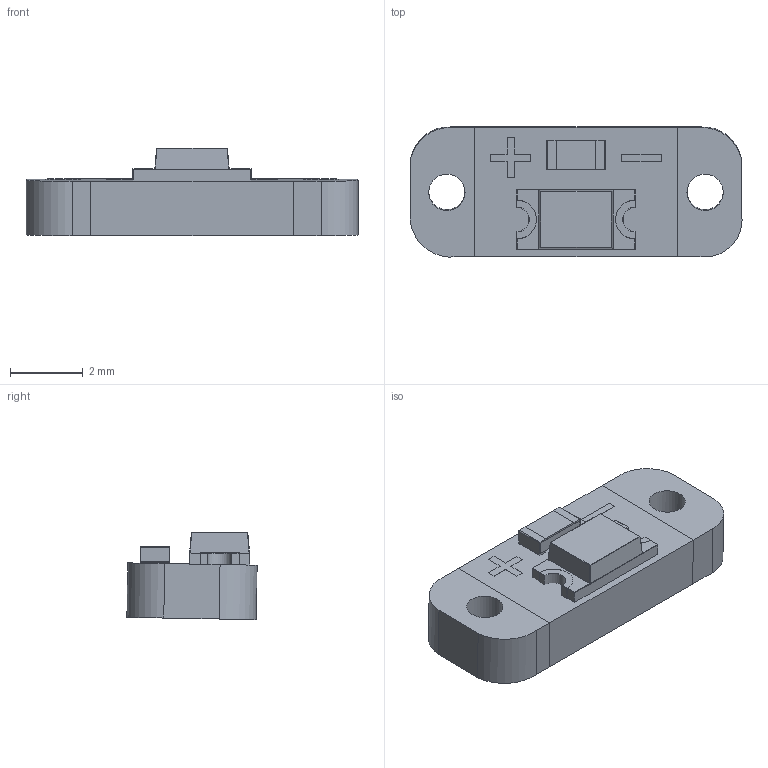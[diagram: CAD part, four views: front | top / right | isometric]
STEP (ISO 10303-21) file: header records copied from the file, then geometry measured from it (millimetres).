
FILE_DESCRIPTION(/* description */ (''),/* implementation_level */ '2;1');
FILE_NAME(/* name */ 'Adafruit Sequin_v2.step',/* time_stamp */ '2023-05-23T22:31:44-06:00',/* author */ (''),/* organization */ (''),/* preprocessor_version */ 'ST-DEVELOPER v19.2',/* originating_system */ 'Autodesk Translation Framework v12.4.0.73',/* authorisation */ '');
FILE_SCHEMA (('AUTOMOTIVE_DESIGN { 1 0 10303 214 3 1 1 }'));
Length unit declared in the file: millimetre
Products named in the file (10): Adafruit Sequin; PCB; R0603 SMD Resistor; Label; Main Body (1); Solder Leg (1); Solder Leg; 1206 SMD LED; Main Body; LED
Assembly tree (9 placements, depth 3):
  Adafruit Sequin
    PCB
    R0603 SMD Resistor
      Label
      Main Body (1)
      Solder Leg (1)
      Solder Leg
    1206 SMD LED
      Main Body
      LED
Bounding box: 9.14 x 3.59 x 2.4 mm (x, y, z)
Volume: 49 mm3; surface area: 159 mm2
Topology: 9 solids, 9 shells, 142 faces, 330 edges, 208 vertices
Faces by surface type: plane 126, cylinder 14, cone 2
Full cylindrical faces by diameter (mm): 1 x2
Entity records: 4385 total; most frequent: CARTESIAN_POINT 699, DIRECTION 694, ORIENTED_EDGE 660, EDGE_CURVE 330, LINE 288, VECTOR 288, VERTEX_POINT 208, AXIS2_PLACEMENT_3D 203
